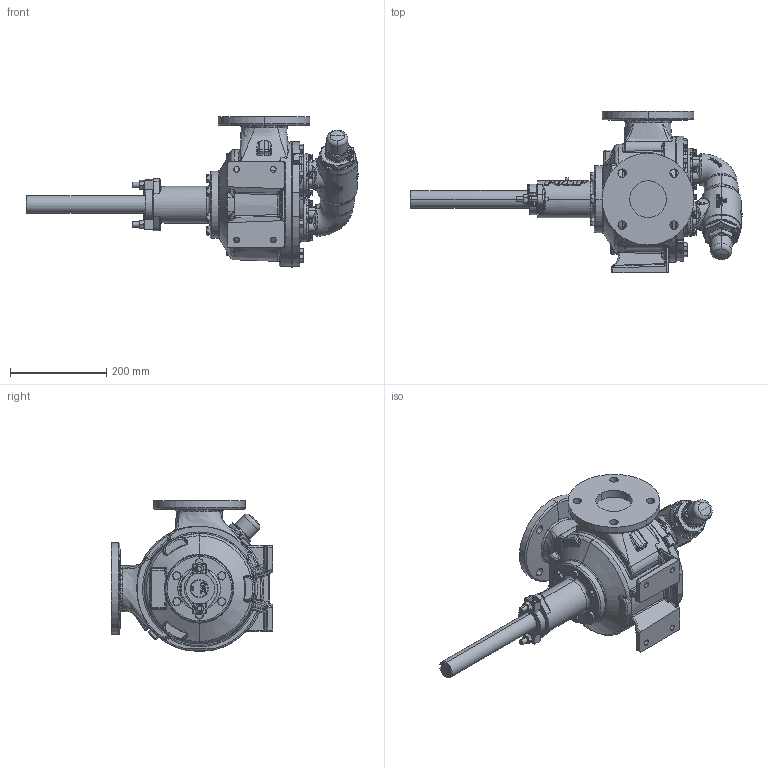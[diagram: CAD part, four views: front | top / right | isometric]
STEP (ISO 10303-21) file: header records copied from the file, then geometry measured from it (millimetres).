
FILE_DESCRIPTION (( 'STEP AP214' ), '1' );
FILE_NAME ('LL32.STEP', '2016-12-16T17:57:08', ( '' ), ( '' ), 'SwSTEP 2.0', 'SolidWorks 2016', '' );
FILE_SCHEMA (( 'AUTOMOTIVE_DESIGN' ));
Length unit declared in the file: inch
Products named in the file (2): LL32
Bounding box: 689.46 x 335.03 x 312.54 mm (x, y, z)
Volume: 11815815 mm3; surface area: 594196.6 mm2
Topology: 1 solids, 1 shells, 2783 faces, 7083 edges, 4359 vertices
Faces by surface type: plane 937, bspline 769, cylinder 545, cone 268, torus 197, sphere 67
Entity records: 175123 total; most frequent: CARTESIAN_POINT 91319, ORIENTED_EDGE 14048, DIRECTION 10423, EDGE_CURVE 7024, VERTEX_POINT 4359, AXIS2_PLACEMENT_3D 4113, EDGE_LOOP 2951, FACE_OUTER_BOUND 2783
